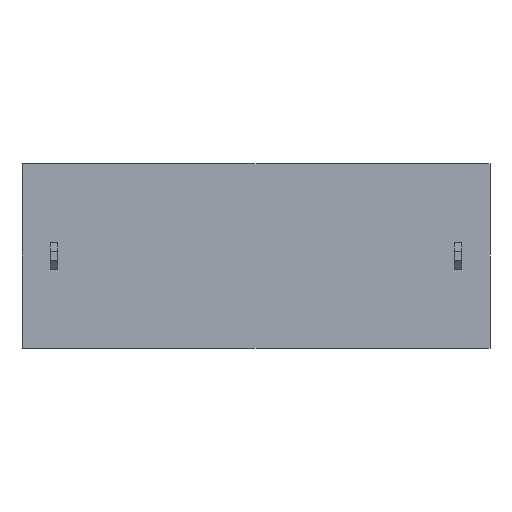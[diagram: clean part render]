
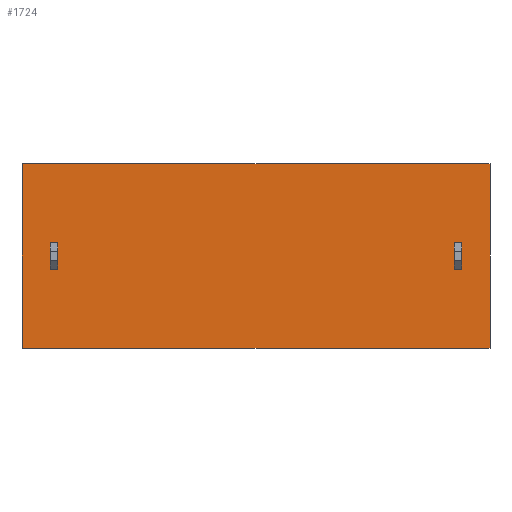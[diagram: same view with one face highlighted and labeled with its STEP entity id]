
A CAD part, front view. The second image highlights one B-rep face of the part: STEP entity #1724.
In plain terms, the highlighted planar face has unit normal (0, -1, 0).
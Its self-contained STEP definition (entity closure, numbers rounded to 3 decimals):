
#240 = LINE ( 'NONE', #241, #996 ) ;
#241 = CARTESIAN_POINT ( 'NONE',  ( -12.35, 0., 4.875 ) ) ;
#242 = DIRECTION ( 'NONE',  ( 0., 0., -1. ) ) ;
#249 = LINE ( 'NONE', #250, #993 ) ;
#250 = CARTESIAN_POINT ( 'NONE',  ( 10.45, 0., -0.7 ) ) ;
#251 = DIRECTION ( 'NONE',  ( 0., 0., -1. ) ) ;
#252 = LINE ( 'NONE', #253, #992 ) ;
#253 = CARTESIAN_POINT ( 'NONE',  ( 10.45, 0., -0.7 ) ) ;
#254 = DIRECTION ( 'NONE',  ( 1., 0., 0. ) ) ;
#255 = LINE ( 'NONE', #256, #991 ) ;
#256 = CARTESIAN_POINT ( 'NONE',  ( 10.45, 0., 0.7 ) ) ;
#257 = DIRECTION ( 'NONE',  ( 1., 0., 0. ) ) ;
#258 = LINE ( 'NONE', #259, #990 ) ;
#259 = CARTESIAN_POINT ( 'NONE',  ( -10.45, 0., -0.7 ) ) ;
#260 = DIRECTION ( 'NONE',  ( 0., 0., -1. ) ) ;
#261 = LINE ( 'NONE', #262, #989 ) ;
#262 = CARTESIAN_POINT ( 'NONE',  ( 10.85, 0., -0.7 ) ) ;
#263 = DIRECTION ( 'NONE',  ( 0., 0., -1. ) ) ;
#264 = LINE ( 'NONE', #265, #988 ) ;
#265 = CARTESIAN_POINT ( 'NONE',  ( -10.45, 0., 0.7 ) ) ;
#266 = DIRECTION ( 'NONE',  ( -1., 0., 0. ) ) ;
#267 = LINE ( 'NONE', #268, #987 ) ;
#268 = CARTESIAN_POINT ( 'NONE',  ( -10.45, 0., -0.7 ) ) ;
#269 = DIRECTION ( 'NONE',  ( -1., 0., 0. ) ) ;
#270 = LINE ( 'NONE', #271, #986 ) ;
#271 = CARTESIAN_POINT ( 'NONE',  ( 12.35, 0., 4.875 ) ) ;
#272 = DIRECTION ( 'NONE',  ( 0., 0., -1. ) ) ;
#273 = LINE ( 'NONE', #274, #985 ) ;
#274 = CARTESIAN_POINT ( 'NONE',  ( -10.85, 0., -0.7 ) ) ;
#275 = DIRECTION ( 'NONE',  ( 0., 0., -1. ) ) ;
#276 = LINE ( 'NONE', #277, #984 ) ;
#277 = CARTESIAN_POINT ( 'NONE',  ( -12.35, 0., -4.875 ) ) ;
#278 = DIRECTION ( 'NONE',  ( 1., 0., 0. ) ) ;
#279 = LINE ( 'NONE', #280, #983 ) ;
#280 = CARTESIAN_POINT ( 'NONE',  ( -12.35, 0., 4.875 ) ) ;
#281 = DIRECTION ( 'NONE',  ( 1., 0., 0. ) ) ;
#701 = PLANE ( 'NONE',  #1270 ) ;
#702 = CARTESIAN_POINT ( 'NONE',  ( -12.35, 0., 4.875 ) ) ;
#703 = DIRECTION ( 'NONE',  ( 0., 1., 0. ) ) ;
#704 = DIRECTION ( 'NONE',  ( 0., 0., 1. ) ) ;
#881 = CARTESIAN_POINT ( 'NONE',  ( -12.35, 0., -4.875 ) ) ;
#882 = CARTESIAN_POINT ( 'NONE',  ( -12.35, 0., 4.875 ) ) ;
#883 = CARTESIAN_POINT ( 'NONE',  ( 10.45, 0., -0.7 ) ) ;
#884 = CARTESIAN_POINT ( 'NONE',  ( 10.85, 0., -0.7 ) ) ;
#885 = CARTESIAN_POINT ( 'NONE',  ( 10.45, 0., 0.7 ) ) ;
#886 = CARTESIAN_POINT ( 'NONE',  ( 10.85, 0., 0.7 ) ) ;
#887 = CARTESIAN_POINT ( 'NONE',  ( -10.45, 0., 0.7 ) ) ;
#888 = CARTESIAN_POINT ( 'NONE',  ( -10.85, 0., 0.7 ) ) ;
#889 = CARTESIAN_POINT ( 'NONE',  ( -10.45, 0., -0.7 ) ) ;
#890 = CARTESIAN_POINT ( 'NONE',  ( -10.85, 0., -0.7 ) ) ;
#891 = CARTESIAN_POINT ( 'NONE',  ( 12.35, 0., -4.875 ) ) ;
#892 = CARTESIAN_POINT ( 'NONE',  ( 12.35, 0., 4.875 ) ) ;
#983 = VECTOR ( 'NONE', #281, 1000. ) ;
#984 = VECTOR ( 'NONE', #278, 1000. ) ;
#985 = VECTOR ( 'NONE', #275, 1000. ) ;
#986 = VECTOR ( 'NONE', #272, 1000. ) ;
#987 = VECTOR ( 'NONE', #269, 1000. ) ;
#988 = VECTOR ( 'NONE', #266, 1000. ) ;
#989 = VECTOR ( 'NONE', #263, 1000. ) ;
#990 = VECTOR ( 'NONE', #260, 1000. ) ;
#991 = VECTOR ( 'NONE', #257, 1000. ) ;
#992 = VECTOR ( 'NONE', #254, 1000. ) ;
#993 = VECTOR ( 'NONE', #251, 1000. ) ;
#996 = VECTOR ( 'NONE', #242, 1000. ) ;
#1270 = AXIS2_PLACEMENT_3D ( 'NONE', #702, #703, #704 ) ;
#1272 = FACE_OUTER_BOUND ( 'NONE', #1933, .T. ) ;
#1275 = FACE_BOUND ( 'NONE', #1934, .T. ) ;
#1278 = FACE_BOUND ( 'NONE', #1935, .T. ) ;
#1577 = EDGE_CURVE ( 'NONE', #1846, #1845, #240, .T. ) ;
#1580 = EDGE_CURVE ( 'NONE', #1849, #1847, #249, .T. ) ;
#1581 = EDGE_CURVE ( 'NONE', #1847, #1848, #252, .T. ) ;
#1582 = EDGE_CURVE ( 'NONE', #1849, #1850, #255, .T. ) ;
#1583 = EDGE_CURVE ( 'NONE', #1851, #1853, #258, .T. ) ;
#1584 = EDGE_CURVE ( 'NONE', #1850, #1848, #261, .T. ) ;
#1585 = EDGE_CURVE ( 'NONE', #1851, #1852, #264, .T. ) ;
#1586 = EDGE_CURVE ( 'NONE', #1853, #1854, #267, .T. ) ;
#1587 = EDGE_CURVE ( 'NONE', #1856, #1855, #270, .T. ) ;
#1588 = EDGE_CURVE ( 'NONE', #1852, #1854, #273, .T. ) ;
#1589 = EDGE_CURVE ( 'NONE', #1845, #1855, #276, .T. ) ;
#1590 = EDGE_CURVE ( 'NONE', #1846, #1856, #279, .T. ) ;
#1724 = ADVANCED_FACE ( 'NONE', ( #1278, #1275, #1272 ), #701, .F. ) ;
#1845 = VERTEX_POINT ( 'NONE', #881 ) ;
#1846 = VERTEX_POINT ( 'NONE', #882 ) ;
#1847 = VERTEX_POINT ( 'NONE', #883 ) ;
#1848 = VERTEX_POINT ( 'NONE', #884 ) ;
#1849 = VERTEX_POINT ( 'NONE', #885 ) ;
#1850 = VERTEX_POINT ( 'NONE', #886 ) ;
#1851 = VERTEX_POINT ( 'NONE', #887 ) ;
#1852 = VERTEX_POINT ( 'NONE', #888 ) ;
#1853 = VERTEX_POINT ( 'NONE', #889 ) ;
#1854 = VERTEX_POINT ( 'NONE', #890 ) ;
#1855 = VERTEX_POINT ( 'NONE', #891 ) ;
#1856 = VERTEX_POINT ( 'NONE', #892 ) ;
#1933 = EDGE_LOOP ( 'NONE', ( #2242, #2240, #2241, #2239 ) ) ;
#1934 = EDGE_LOOP ( 'NONE', ( #2246, #2244, #2245, #2243 ) ) ;
#1935 = EDGE_LOOP ( 'NONE', ( #2250, #2248, #2249, #2247 ) ) ;
#2239 = ORIENTED_EDGE ( 'NONE', *, *, #1577, .T. ) ;
#2240 = ORIENTED_EDGE ( 'NONE', *, *, #1587, .F. ) ;
#2241 = ORIENTED_EDGE ( 'NONE', *, *, #1590, .F. ) ;
#2242 = ORIENTED_EDGE ( 'NONE', *, *, #1589, .T. ) ;
#2243 = ORIENTED_EDGE ( 'NONE', *, *, #1588, .F. ) ;
#2244 = ORIENTED_EDGE ( 'NONE', *, *, #1583, .T. ) ;
#2245 = ORIENTED_EDGE ( 'NONE', *, *, #1586, .T. ) ;
#2246 = ORIENTED_EDGE ( 'NONE', *, *, #1585, .F. ) ;
#2247 = ORIENTED_EDGE ( 'NONE', *, *, #1584, .T. ) ;
#2248 = ORIENTED_EDGE ( 'NONE', *, *, #1580, .F. ) ;
#2249 = ORIENTED_EDGE ( 'NONE', *, *, #1582, .T. ) ;
#2250 = ORIENTED_EDGE ( 'NONE', *, *, #1581, .F. ) ;
